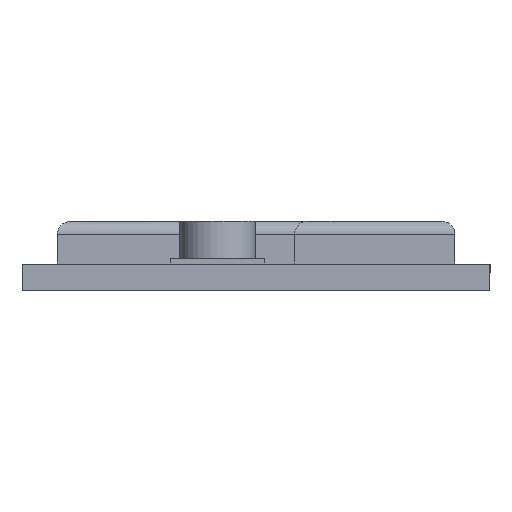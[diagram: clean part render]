
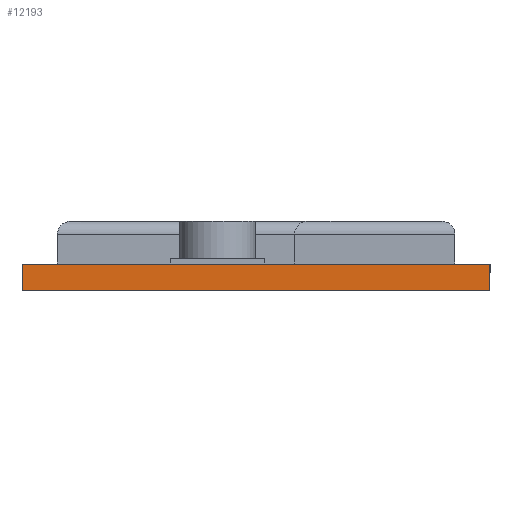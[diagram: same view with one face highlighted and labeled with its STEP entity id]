
A CAD part, front view. The second image highlights one B-rep face of the part: STEP entity #12193.
In plain terms, the highlighted planar face has unit normal (0, -1, 0).
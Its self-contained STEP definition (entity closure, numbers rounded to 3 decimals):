
#295 = LINE ( 'NONE', #12730, #8600 ) ;
#954 = EDGE_CURVE ( 'NONE', #9183, #8874, #7621, .T. ) ;
#1254 = CARTESIAN_POINT ( 'NONE',  ( 8.75, -14.35, 1. ) ) ;
#1594 = ORIENTED_EDGE ( 'NONE', *, *, #11293, .T. ) ;
#1880 = CARTESIAN_POINT ( 'NONE',  ( -8.75, -14.35, 1. ) ) ;
#2547 = VECTOR ( 'NONE', #7083, 1000. ) ;
#2667 = CARTESIAN_POINT ( 'NONE',  ( 8.75, -14.35, 1. ) ) ;
#2817 = DIRECTION ( 'NONE',  ( 0., 0., 1. ) ) ;
#4490 = DIRECTION ( 'NONE',  ( 0., 0., -1. ) ) ;
#5030 = LINE ( 'NONE', #1880, #9664 ) ;
#5051 = PLANE ( 'NONE',  #10615 ) ;
#5272 = CARTESIAN_POINT ( 'NONE',  ( 8.75, -14.35, 0. ) ) ;
#5312 = DIRECTION ( 'NONE',  ( 1., 0., 0. ) ) ;
#5899 = FACE_OUTER_BOUND ( 'NONE', #13293, .T. ) ;
#6440 = DIRECTION ( 'NONE',  ( 0., 0., -1. ) ) ;
#6910 = ORIENTED_EDGE ( 'NONE', *, *, #12206, .T. ) ;
#6914 = CARTESIAN_POINT ( 'NONE',  ( -8.75, -14.35, 0. ) ) ;
#7083 = DIRECTION ( 'NONE',  ( 1., 0., 0. ) ) ;
#7621 = LINE ( 'NONE', #1254, #12850 ) ;
#7993 = LINE ( 'NONE', #8066, #2547 ) ;
#8066 = CARTESIAN_POINT ( 'NONE',  ( -8.75, -14.35, 0. ) ) ;
#8072 = ORIENTED_EDGE ( 'NONE', *, *, #954, .F. ) ;
#8084 = EDGE_CURVE ( 'NONE', #12863, #9183, #5030, .T. ) ;
#8600 = VECTOR ( 'NONE', #4490, 1000. ) ;
#8874 = VERTEX_POINT ( 'NONE', #5272 ) ;
#9183 = VERTEX_POINT ( 'NONE', #2667 ) ;
#9664 = VECTOR ( 'NONE', #5312, 1000. ) ;
#10615 = AXIS2_PLACEMENT_3D ( 'NONE', #11512, #13332, #2817 ) ;
#11293 = EDGE_CURVE ( 'NONE', #12863, #11739, #295, .T. ) ;
#11512 = CARTESIAN_POINT ( 'NONE',  ( -8.75, -14.35, 1. ) ) ;
#11739 = VERTEX_POINT ( 'NONE', #6914 ) ;
#12193 = ADVANCED_FACE ( 'NONE', ( #5899 ), #5051, .F. ) ;
#12206 = EDGE_CURVE ( 'NONE', #11739, #8874, #7993, .T. ) ;
#12730 = CARTESIAN_POINT ( 'NONE',  ( -8.75, -14.35, 1. ) ) ;
#12850 = VECTOR ( 'NONE', #6440, 1000. ) ;
#12863 = VERTEX_POINT ( 'NONE', #13098 ) ;
#13098 = CARTESIAN_POINT ( 'NONE',  ( -8.75, -14.35, 1. ) ) ;
#13293 = EDGE_LOOP ( 'NONE', ( #6910, #8072, #13753, #1594 ) ) ;
#13332 = DIRECTION ( 'NONE',  ( 0., 1., 0. ) ) ;
#13753 = ORIENTED_EDGE ( 'NONE', *, *, #8084, .F. ) ;
